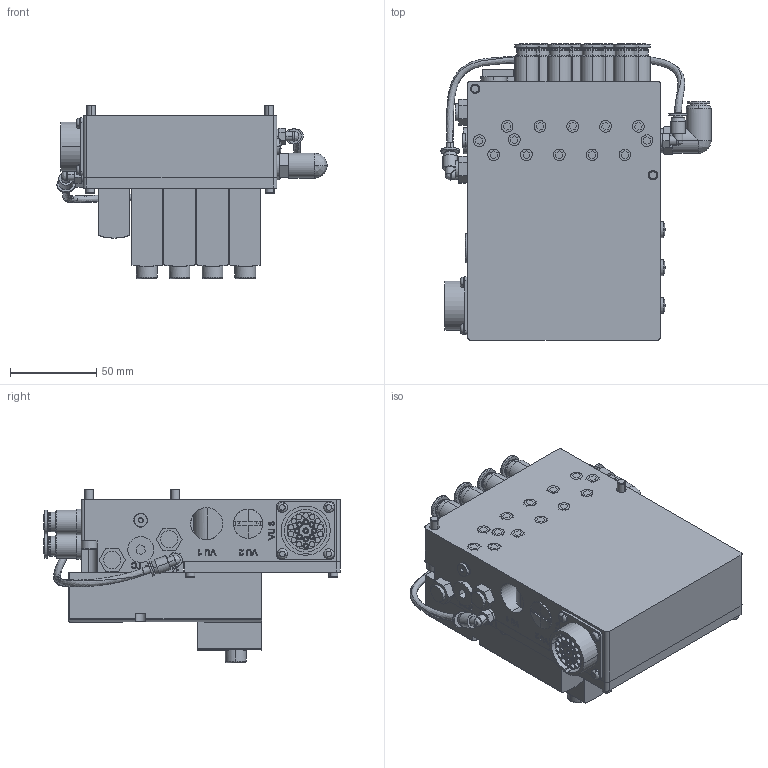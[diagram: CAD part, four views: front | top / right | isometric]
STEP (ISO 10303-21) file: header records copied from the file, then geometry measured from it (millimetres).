
FILE_DESCRIPTION (( 'STEP AP203' ), '1' );
FILE_NAME ('P0036.STEP', '2018-11-30T14:01:07', ( '' ), ( '' ), 'SwSTEP 2.0', 'SolidWorks 2017', '' );
FILE_SCHEMA (( 'CONFIG_CONTROL_DESIGN' ));
Length unit declared in the file: millimetre
Products named in the file (1): P0036
Bounding box: 156.46 x 171.6 x 100.54 mm (x, y, z)
Volume: 1078492 mm3; surface area: 204647.3 mm2
Topology: 64 solids, 66 shells, 1932 faces, 4479 edges, 2843 vertices
Faces by surface type: plane 766, cylinder 586, bspline 278, cone 248, torus 44, sphere 10
Entity records: 70902 total; most frequent: CARTESIAN_POINT 27398, ORIENTED_EDGE 8938, DIRECTION 8821, EDGE_CURVE 4469, AXIS2_PLACEMENT_3D 3272, VERTEX_POINT 2843, VECTOR 2277, LINE 2277
